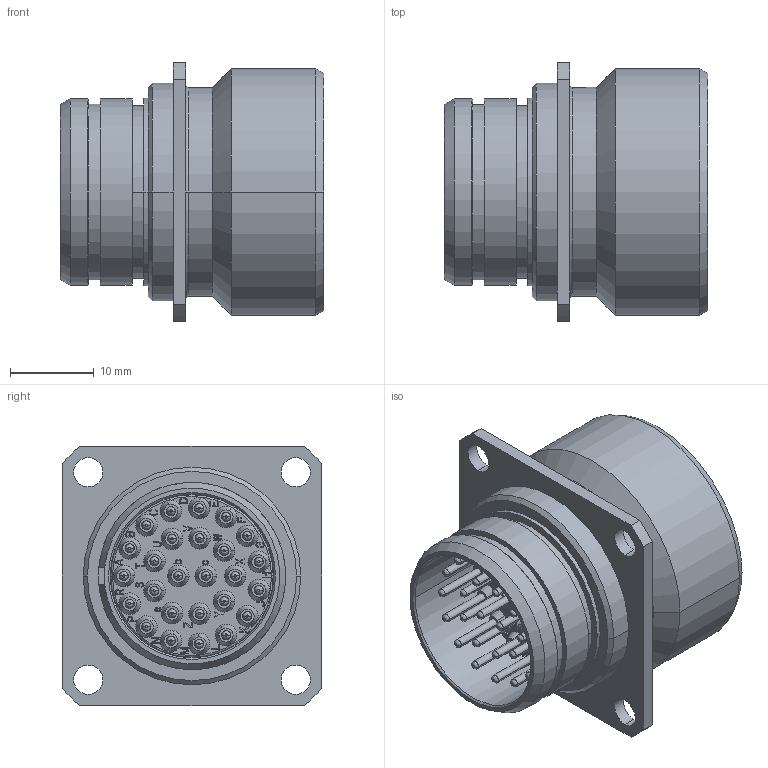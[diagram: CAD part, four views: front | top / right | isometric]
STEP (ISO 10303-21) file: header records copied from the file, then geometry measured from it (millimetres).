
FILE_DESCRIPTION((''),'2;1');
FILE_NAME('1332ER426MS','2024-07-30T09:09:00',('paultorloting'),('NET AG system integration'),'CREO PARAMETRIC BY PTC INC, 2021404','CREO PARAMETRIC BY PTC INC, 2021404','');
FILE_SCHEMA(('AUTOMOTIVE_DESIGN { 1 0 10303 214 1 1 1 1 }'));
Products named in the file (1): 1332ER426MS
Bounding box: 31.5 x 31 x 31 mm (x, y, z)
Volume: 8961.3 mm3; surface area: 12706.4 mm2
Topology: 1 solids, 1 shells, 3266 faces, 8663 edges, 5550 vertices
Faces by surface type: plane 1680, cylinder 1094, bspline 240, cone 127, torus 125
Entity records: 130897 total; most frequent: CARTESIAN_POINT 31276, ORIENTED_EDGE 17326, DIRECTION 15444, EDGE_CURVE 8663, VERTEX_POINT 5550, AXIS2_PLACEMENT_3D 5510, VECTOR 4421, LINE 4421
